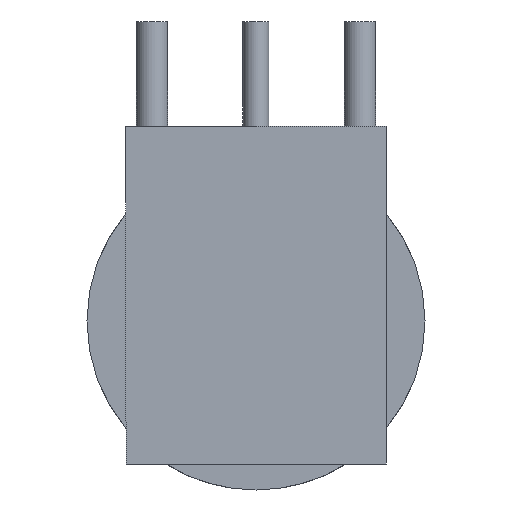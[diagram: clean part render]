
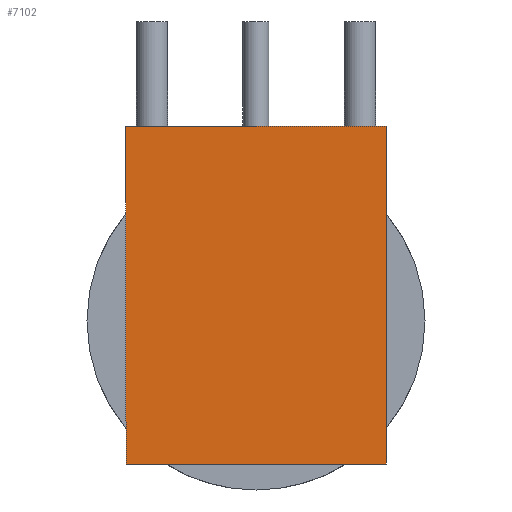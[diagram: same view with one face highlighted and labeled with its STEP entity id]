
A CAD part, front view. The second image highlights one B-rep face of the part: STEP entity #7102.
In plain terms, the highlighted planar face has unit normal (0, -1, 0).
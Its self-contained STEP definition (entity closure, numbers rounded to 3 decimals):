
#710 = DIRECTION ( 'NONE',  ( 0., 0., 1. ) ) ;
#859 = VERTEX_POINT ( 'NONE', #2467 ) ;
#963 = FACE_OUTER_BOUND ( 'NONE', #1923, .T. ) ;
#1244 = ORIENTED_EDGE ( 'NONE', *, *, #5467, .T. ) ;
#1484 = CARTESIAN_POINT ( 'NONE',  ( -5., 0.96, 19.654 ) ) ;
#1510 = VECTOR ( 'NONE', #710, 1000. ) ;
#1599 = DIRECTION ( 'NONE',  ( 0., 0., -1. ) ) ;
#1758 = CARTESIAN_POINT ( 'NONE',  ( -5., 0.96, 6.654 ) ) ;
#1849 = CARTESIAN_POINT ( 'NONE',  ( 5., 0.96, 6.654 ) ) ;
#1923 = EDGE_LOOP ( 'NONE', ( #5480, #1244, #4255, #2363 ) ) ;
#2044 = EDGE_CURVE ( 'NONE', #6769, #3861, #3618, .T. ) ;
#2076 = VECTOR ( 'NONE', #1599, 1000. ) ;
#2184 = CARTESIAN_POINT ( 'NONE',  ( 0., 0.96, 0. ) ) ;
#2186 = CARTESIAN_POINT ( 'NONE',  ( 5., 0.96, 19.654 ) ) ;
#2363 = ORIENTED_EDGE ( 'NONE', *, *, #7580, .T. ) ;
#2364 = LINE ( 'NONE', #4711, #2890 ) ;
#2467 = CARTESIAN_POINT ( 'NONE',  ( -5., 0.96, 19.654 ) ) ;
#2890 = VECTOR ( 'NONE', #7046, 1000. ) ;
#3119 = VERTEX_POINT ( 'NONE', #1758 ) ;
#3291 = PLANE ( 'NONE',  #5846 ) ;
#3618 = LINE ( 'NONE', #5968, #1510 ) ;
#3712 = VECTOR ( 'NONE', #3819, 1000. ) ;
#3819 = DIRECTION ( 'NONE',  ( -1., 0., 0. ) ) ;
#3861 = VERTEX_POINT ( 'NONE', #2186 ) ;
#4255 = ORIENTED_EDGE ( 'NONE', *, *, #4634, .T. ) ;
#4508 = LINE ( 'NONE', #6854, #2076 ) ;
#4526 = DIRECTION ( 'NONE',  ( 0., -1., 0. ) ) ;
#4634 = EDGE_CURVE ( 'NONE', #859, #3119, #4508, .T. ) ;
#4711 = CARTESIAN_POINT ( 'NONE',  ( -5., 0.96, 6.654 ) ) ;
#5467 = EDGE_CURVE ( 'NONE', #3861, #859, #6740, .T. ) ;
#5480 = ORIENTED_EDGE ( 'NONE', *, *, #2044, .T. ) ;
#5846 = AXIS2_PLACEMENT_3D ( 'NONE', #2184, #4526, #6874 ) ;
#5968 = CARTESIAN_POINT ( 'NONE',  ( 5., 0.96, 19.654 ) ) ;
#6740 = LINE ( 'NONE', #1484, #3712 ) ;
#6769 = VERTEX_POINT ( 'NONE', #1849 ) ;
#6854 = CARTESIAN_POINT ( 'NONE',  ( -5., 0.96, 19.654 ) ) ;
#6874 = DIRECTION ( 'NONE',  ( 0., 0., -1. ) ) ;
#7046 = DIRECTION ( 'NONE',  ( 1., 0., 0. ) ) ;
#7102 = ADVANCED_FACE ( 'NONE', ( #963 ), #3291, .T. ) ;
#7580 = EDGE_CURVE ( 'NONE', #3119, #6769, #2364, .T. ) ;
